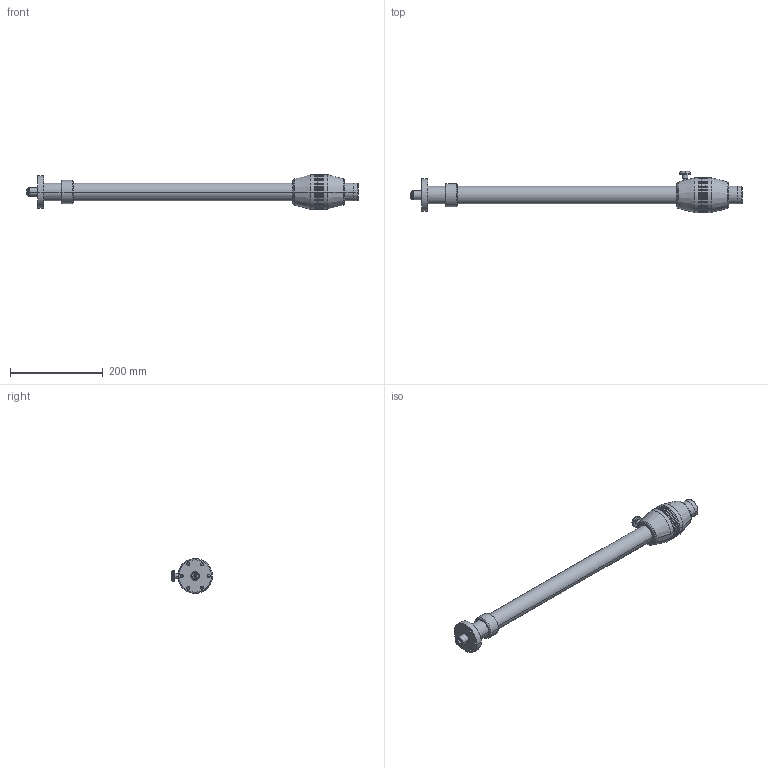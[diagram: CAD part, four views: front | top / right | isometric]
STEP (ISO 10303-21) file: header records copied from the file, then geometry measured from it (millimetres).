
FILE_DESCRIPTION((''),'2;1');
FILE_NAME('ZMLRV204_ASM','2015-01-13T',('william.mackenzie'),(''),'PRO/ENGINEER BY PARAMETRIC TECHNOLOGY CORPORATION, 2014200','PRO/ENGINEER BY PARAMETRIC TECHNOLOGY CORPORATION, 2014200','');
FILE_SCHEMA(('CONFIG_CONTROL_DESIGN'));
Length unit declared in the file: millimetre
Products named in the file (1): ZMLRV204_ASM
Bounding box: 717 x 88.68 x 75 mm (x, y, z)
Volume: 1138226.1 mm3; surface area: 113004.9 mm2
Topology: 1 solids, 3 shells, 135 faces, 304 edges, 181 vertices
Faces by surface type: cylinder 58, cone 44, plane 21, torus 12
Entity records: 3858 total; most frequent: DIRECTION 737, CARTESIAN_POINT 674, ORIENTED_EDGE 592, AXIS2_PLACEMENT_3D 308, EDGE_CURVE 300, VERTEX_POINT 181, CIRCLE 172, EDGE_LOOP 161
